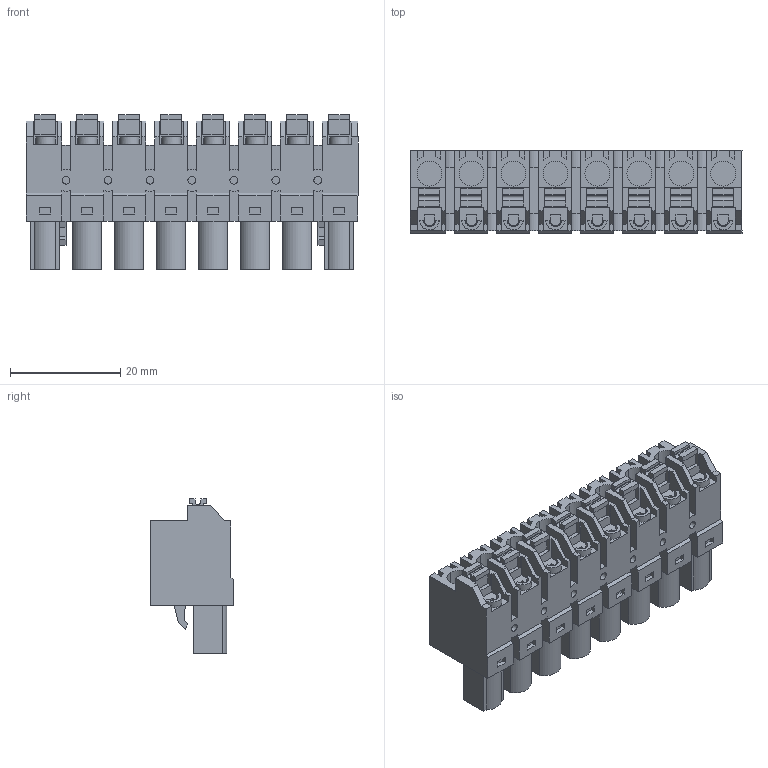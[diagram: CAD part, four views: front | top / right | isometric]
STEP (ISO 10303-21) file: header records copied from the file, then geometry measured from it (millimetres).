
FILE_DESCRIPTION(('CATIA V5 STEP Exchange','CAx-IF Rec.Pracs.--- Model Styling and Organization---1.2---2011-12-15'),'2;1');
FILE_NAME ('D1449898_0_1230210000_1230210000.stp','2017-04-08T12:35:27+00:00',('none'),('Weidmueller'),'CATIA Version 5-6 Release 2014','CATIA V5 STEP AP214','none');
FILE_SCHEMA(('AUTOMOTIVE_DESIGN { 1 0 10303 214 1 1 1 1 }'));
Length unit declared in the file: millimetre
Products named in the file (1): 1230210000
Bounding box: 60.28 x 15.05 x 28.07 mm (x, y, z)
Volume: 14047 mm3; surface area: 9336.3 mm2
Topology: 9 solids, 9 shells, 796 faces, 2258 edges, 1552 vertices
Faces by surface type: plane 636, cylinder 153, extrusion 7
Entity records: 25006 total; most frequent: CARTESIAN_POINT 5367, ORIENTED_EDGE 4516, DIRECTION 3225, EDGE_CURVE 2258, VECTOR 1833, LINE 1826, VERTEX_POINT 1552, AXIS2_PLACEMENT_3D 871
